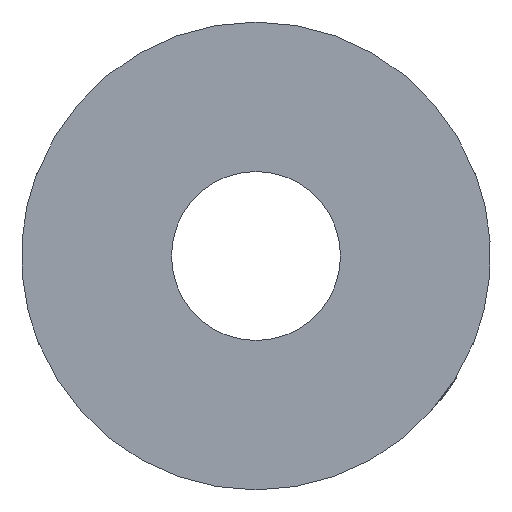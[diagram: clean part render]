
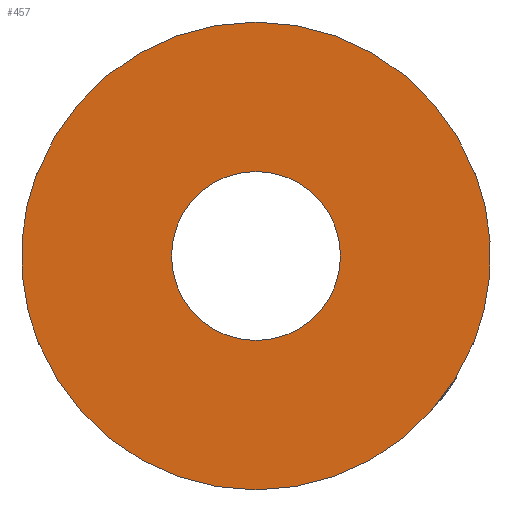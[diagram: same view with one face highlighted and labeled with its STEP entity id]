
A CAD part, front view. The second image highlights one B-rep face of the part: STEP entity #457.
In plain terms, the highlighted planar face has unit normal (0, -1, 0).
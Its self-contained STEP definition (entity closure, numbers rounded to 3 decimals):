
#2 = CARTESIAN_POINT ( 'NONE',  ( 0., 0., 0. ) ) ;
#14 = CARTESIAN_POINT ( 'NONE',  ( -3.891, 0., 1.471 ) ) ;
#39 = EDGE_CURVE ( 'NONE', #482, #211, #788, .T. ) ;
#46 = ORIENTED_EDGE ( 'NONE', *, *, #400, .F. ) ;
#48 = CARTESIAN_POINT ( 'NONE',  ( 0., 0., -1.5 ) ) ;
#50 = DIRECTION ( 'NONE',  ( 0., 1., 0. ) ) ;
#54 = ORIENTED_EDGE ( 'NONE', *, *, #39, .F. ) ;
#72 = FACE_OUTER_BOUND ( 'NONE', #492, .T. ) ;
#77 = AXIS2_PLACEMENT_3D ( 'NONE', #289, #808, #434 ) ;
#79 = VERTEX_POINT ( 'NONE', #338 ) ;
#99 = AXIS2_PLACEMENT_3D ( 'NONE', #199, #717, #265 ) ;
#103 = VERTEX_POINT ( 'NONE', #467 ) ;
#120 = ORIENTED_EDGE ( 'NONE', *, *, #820, .T. ) ;
#128 = CARTESIAN_POINT ( 'NONE',  ( 0., 0., 0. ) ) ;
#142 = DIRECTION ( 'NONE',  ( 0.927, 0., 0.376 ) ) ;
#160 = PLANE ( 'NONE',  #581 ) ;
#169 = VERTEX_POINT ( 'NONE', #768 ) ;
#170 = CARTESIAN_POINT ( 'NONE',  ( 3.845, 0., -1.561 ) ) ;
#171 = EDGE_CURVE ( 'NONE', #269, #683, #856, .T. ) ;
#174 = CIRCLE ( 'NONE', #372, 4.15 ) ;
#178 = ORIENTED_EDGE ( 'NONE', *, *, #446, .T. ) ;
#180 = CARTESIAN_POINT ( 'NONE',  ( 0., 0., 0. ) ) ;
#199 = CARTESIAN_POINT ( 'NONE',  ( 0., 0., 0. ) ) ;
#211 = VERTEX_POINT ( 'NONE', #440 ) ;
#221 = CARTESIAN_POINT ( 'NONE',  ( -3.882, 0., 1.468 ) ) ;
#223 = CIRCLE ( 'NONE', #99, 1.5 ) ;
#227 = EDGE_CURVE ( 'NONE', #103, #769, #174, .T. ) ;
#240 = DIRECTION ( 'NONE',  ( 0., 0., 1. ) ) ;
#263 = AXIS2_PLACEMENT_3D ( 'NONE', #180, #491, #803 ) ;
#265 = DIRECTION ( 'NONE',  ( 0., 0., 1. ) ) ;
#269 = VERTEX_POINT ( 'NONE', #682 ) ;
#271 = ORIENTED_EDGE ( 'NONE', *, *, #691, .F. ) ;
#283 = VERTEX_POINT ( 'NONE', #48 ) ;
#289 = CARTESIAN_POINT ( 'NONE',  ( 0., 0., 0. ) ) ;
#307 = VERTEX_POINT ( 'NONE', #767 ) ;
#320 = VECTOR ( 'NONE', #796, 1000. ) ;
#321 = DIRECTION ( 'NONE',  ( 0., 1., 0. ) ) ;
#336 = AXIS2_PLACEMENT_3D ( 'NONE', #2, #784, #743 ) ;
#338 = CARTESIAN_POINT ( 'NONE',  ( 3.882, 0., 1.468 ) ) ;
#355 = AXIS2_PLACEMENT_3D ( 'NONE', #436, #50, #503 ) ;
#357 = CARTESIAN_POINT ( 'NONE',  ( 0., 0., 0. ) ) ;
#372 = AXIS2_PLACEMENT_3D ( 'NONE', #128, #321, #586 ) ;
#377 = EDGE_LOOP ( 'NONE', ( #120, #178 ) ) ;
#390 = EDGE_CURVE ( 'NONE', #79, #738, #403, .T. ) ;
#400 = EDGE_CURVE ( 'NONE', #738, #169, #562, .T. ) ;
#403 = LINE ( 'NONE', #797, #543 ) ;
#423 = DIRECTION ( 'NONE',  ( 0., 0., 1. ) ) ;
#431 = LINE ( 'NONE', #170, #595 ) ;
#434 = DIRECTION ( 'NONE',  ( 0., 0., 1. ) ) ;
#436 = CARTESIAN_POINT ( 'NONE',  ( 0., 0., 0. ) ) ;
#440 = CARTESIAN_POINT ( 'NONE',  ( -3.882, 0., 1.468 ) ) ;
#446 = EDGE_CURVE ( 'NONE', #283, #307, #223, .T. ) ;
#454 = CIRCLE ( 'NONE', #77, 4.15 ) ;
#457 = ADVANCED_FACE ( 'NONE', ( #773, #72 ), #160, .F. ) ;
#467 = CARTESIAN_POINT ( 'NONE',  ( 3.845, 0., -1.561 ) ) ;
#474 = CARTESIAN_POINT ( 'NONE',  ( -3.845, 0., -1.561 ) ) ;
#482 = VERTEX_POINT ( 'NONE', #14 ) ;
#484 = AXIS2_PLACEMENT_3D ( 'NONE', #357, #829, #423 ) ;
#491 = DIRECTION ( 'NONE',  ( 0., 1., 0. ) ) ;
#492 = EDGE_LOOP ( 'NONE', ( #794, #830, #46, #575, #271, #54, #531, #587, #523 ) ) ;
#503 = DIRECTION ( 'NONE',  ( 0., 0., 1. ) ) ;
#523 = ORIENTED_EDGE ( 'NONE', *, *, #666, .F. ) ;
#531 = ORIENTED_EDGE ( 'NONE', *, *, #566, .F. ) ;
#543 = VECTOR ( 'NONE', #754, 1000. ) ;
#557 = DIRECTION ( 'NONE',  ( 0., 1., 0. ) ) ;
#562 = CIRCLE ( 'NONE', #336, 4.16 ) ;
#566 = EDGE_CURVE ( 'NONE', #269, #482, #781, .T. ) ;
#572 = CIRCLE ( 'NONE', #355, 1.5 ) ;
#575 = ORIENTED_EDGE ( 'NONE', *, *, #390, .F. ) ;
#577 = CARTESIAN_POINT ( 'NONE',  ( -3.845, 0., -1.561 ) ) ;
#581 = AXIS2_PLACEMENT_3D ( 'NONE', #625, #557, #240 ) ;
#586 = DIRECTION ( 'NONE',  ( 0., 0., 1. ) ) ;
#587 = ORIENTED_EDGE ( 'NONE', *, *, #171, .T. ) ;
#595 = VECTOR ( 'NONE', #699, 1000. ) ;
#625 = CARTESIAN_POINT ( 'NONE',  ( 0., 0., 0. ) ) ;
#627 = CARTESIAN_POINT ( 'NONE',  ( 3.891, 0., 1.471 ) ) ;
#666 = EDGE_CURVE ( 'NONE', #769, #683, #454, .T. ) ;
#681 = VECTOR ( 'NONE', #142, 1000. ) ;
#682 = CARTESIAN_POINT ( 'NONE',  ( -3.855, 0., -1.564 ) ) ;
#683 = VERTEX_POINT ( 'NONE', #577 ) ;
#691 = EDGE_CURVE ( 'NONE', #211, #79, #811, .T. ) ;
#699 = DIRECTION ( 'NONE',  ( 0.927, 0., -0.376 ) ) ;
#717 = DIRECTION ( 'NONE',  ( 0., 1., 0. ) ) ;
#738 = VERTEX_POINT ( 'NONE', #627 ) ;
#743 = DIRECTION ( 'NONE',  ( 0., 0., -1. ) ) ;
#747 = EDGE_CURVE ( 'NONE', #103, #169, #431, .T. ) ;
#754 = DIRECTION ( 'NONE',  ( 0.935, 0., 0.354 ) ) ;
#767 = CARTESIAN_POINT ( 'NONE',  ( 0., 0., 1.5 ) ) ;
#768 = CARTESIAN_POINT ( 'NONE',  ( 3.855, 0., -1.564 ) ) ;
#769 = VERTEX_POINT ( 'NONE', #833 ) ;
#773 = FACE_BOUND ( 'NONE', #377, .T. ) ;
#781 = CIRCLE ( 'NONE', #263, 4.16 ) ;
#784 = DIRECTION ( 'NONE',  ( 0., 1., 0. ) ) ;
#788 = LINE ( 'NONE', #221, #320 ) ;
#794 = ORIENTED_EDGE ( 'NONE', *, *, #227, .F. ) ;
#796 = DIRECTION ( 'NONE',  ( 0.935, 0., -0.354 ) ) ;
#797 = CARTESIAN_POINT ( 'NONE',  ( 3.882, 0., 1.468 ) ) ;
#803 = DIRECTION ( 'NONE',  ( 0., 0., -1. ) ) ;
#808 = DIRECTION ( 'NONE',  ( 0., 1., 0. ) ) ;
#811 = CIRCLE ( 'NONE', #484, 4.15 ) ;
#820 = EDGE_CURVE ( 'NONE', #307, #283, #572, .T. ) ;
#829 = DIRECTION ( 'NONE',  ( 0., 1., 0. ) ) ;
#830 = ORIENTED_EDGE ( 'NONE', *, *, #747, .T. ) ;
#833 = CARTESIAN_POINT ( 'NONE',  ( 0., 0., -4.15 ) ) ;
#856 = LINE ( 'NONE', #474, #681 ) ;
